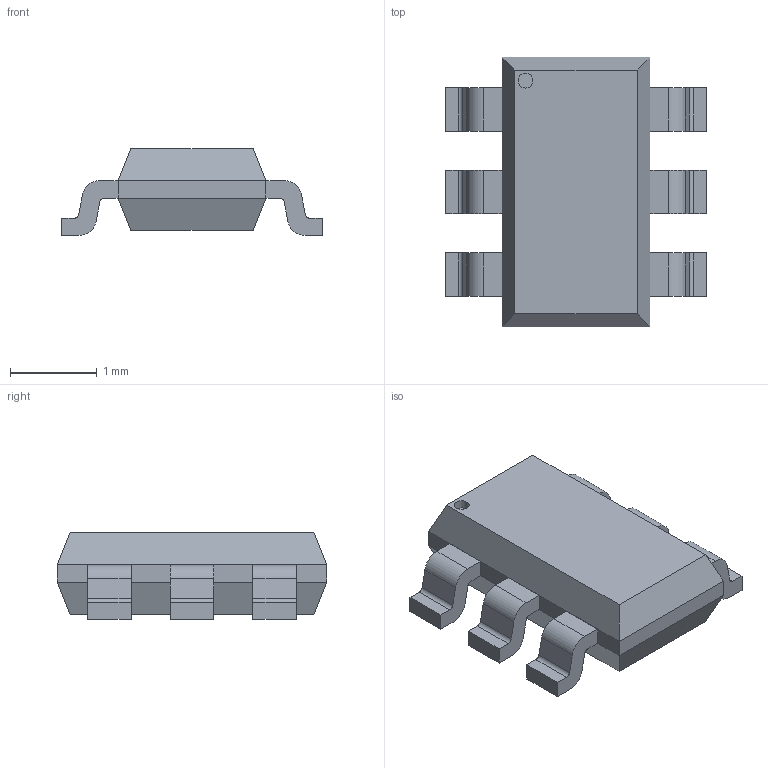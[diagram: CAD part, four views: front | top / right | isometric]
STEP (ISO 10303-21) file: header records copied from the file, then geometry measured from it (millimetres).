
FILE_DESCRIPTION(/* description */ (''),/* implementation_level */ '2;1');
FILE_NAME(/* name */ 'NUP4114-3D v2.step',/* time_stamp */ '2026-02-15T11:44:20+01:00',/* author */ (''),/* organization */ (''),/* preprocessor_version */ 'ST-DEVELOPER v20.1',/* originating_system */ 'Autodesk Translation Framework v14.10.0.0',/* authorisation */ '');
FILE_SCHEMA (('AUTOMOTIVE_DESIGN { 1 0 10303 214 3 1 1 }'));
Length unit declared in the file: millimetre
Products named in the file (2): NUP4114-3D; Model
Assembly tree (1 placements, depth 2):
  NUP4114-3D
    Model
Bounding box: 3 x 3.1 x 1 mm (x, y, z)
Volume: 5 mm3; surface area: 26.2 mm2
Topology: 7 solids, 7 shells, 100 faces, 247 edges, 162 vertices
Faces by surface type: plane 75, cylinder 25
Full cylindrical faces by diameter (mm): 0.17 x1
Entity records: 2998 total; most frequent: CARTESIAN_POINT 512, DIRECTION 503, ORIENTED_EDGE 494, EDGE_CURVE 247, LINE 197, VECTOR 197, VERTEX_POINT 162, AXIS2_PLACEMENT_3D 153
